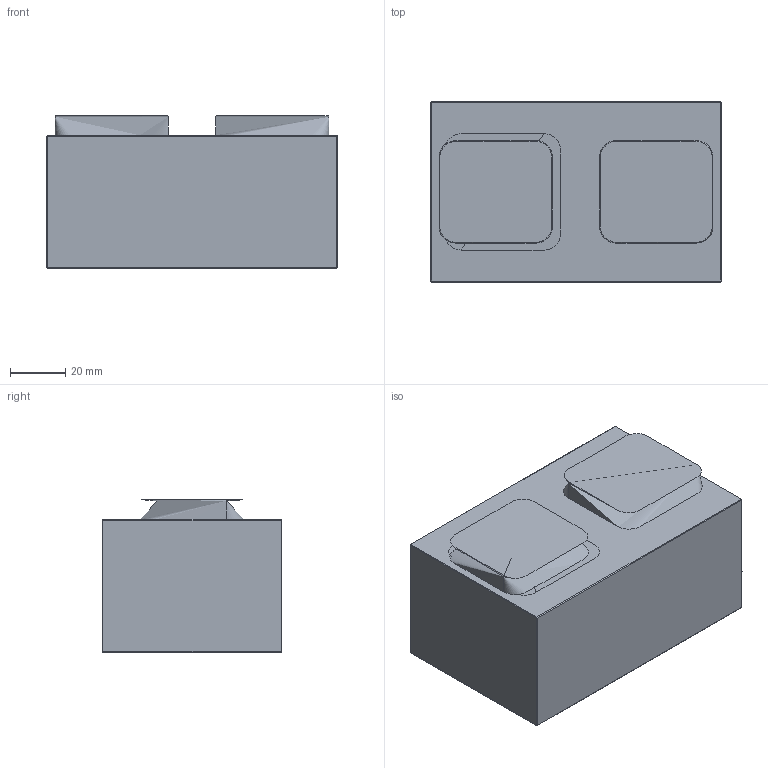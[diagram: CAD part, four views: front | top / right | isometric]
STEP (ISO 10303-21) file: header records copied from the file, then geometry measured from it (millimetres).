
FILE_DESCRIPTION(/* description */ (''),/* implementation_level */ '2;1');
FILE_NAME(/* name */ 'SOD-882',/* time_stamp */ '2019-10-29T10:37:34+08:00',/* author */ (''),/* organization */ (''),/* preprocessor_version */ 'ST-DEVELOPER v10',/* originating_system */ '',/* authorisation */ '');
FILE_SCHEMA (('CONFIG_CONTROL_DESIGN'));
Length unit declared in the file: centimetre
Products named in the file (1): 1
Bounding box: 105 x 65 x 55 mm (x, y, z)
Volume: 348665.4 mm3; surface area: 42833.8 mm2
Topology: 4 solids, 4 shells, 45 faces, 108 edges, 72 vertices
Faces by surface type: bspline 45
Entity records: 1768 total; most frequent: CARTESIAN_POINT 1175, ORIENTED_EDGE 160, EDGE_CURVE 80, EDGE_LOOP 46, ADVANCED_FACE 45, FACE_OUTER_BOUND 45, VERTEX_POINT 44, COMPOSITE_CURVE_SEGMENT 28
